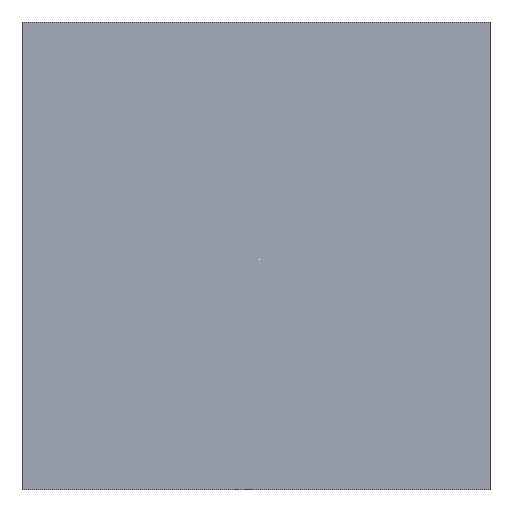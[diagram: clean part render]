
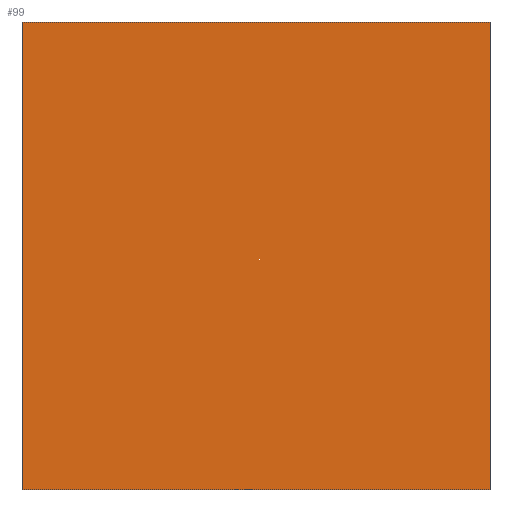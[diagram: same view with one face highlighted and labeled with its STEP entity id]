
A CAD part, front view. The second image highlights one B-rep face of the part: STEP entity #99.
In plain terms, the highlighted planar face has unit normal (0, -1, 0).
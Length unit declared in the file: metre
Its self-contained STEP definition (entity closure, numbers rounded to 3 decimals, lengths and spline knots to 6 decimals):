
#16=ORIENTED_EDGE('',*,*,#40,.F.);
#17=ORIENTED_EDGE('',*,*,#41,.T.);
#18=ORIENTED_EDGE('',*,*,#42,.T.);
#19=ORIENTED_EDGE('',*,*,#38,.F.);
#38=EDGE_CURVE('',#50,#51,#58,.T.);
#40=EDGE_CURVE('',#52,#50,#60,.T.);
#41=EDGE_CURVE('',#52,#53,#61,.T.);
#42=EDGE_CURVE('',#53,#51,#62,.T.);
#50=VERTEX_POINT('',#155);
#51=VERTEX_POINT('',#157);
#52=VERTEX_POINT('',#161);
#53=VERTEX_POINT('',#163);
#58=LINE('',#156,#70);
#60=LINE('',#160,#72);
#61=LINE('',#162,#73);
#62=LINE('',#164,#74);
#70=VECTOR('',#129,1.);
#72=VECTOR('',#133,1.);
#73=VECTOR('',#134,1.);
#74=VECTOR('',#135,1.);
#81=EDGE_LOOP('',(#16,#17,#18,#19));
#87=FACE_BOUND('',#81,.T.);
#93=PLANE('',#118);
#99=ADVANCED_FACE('',(#87),#93,.F.);
#118=AXIS2_PLACEMENT_3D('',#159,#131,#132);
#129=DIRECTION('',(-1.,0.,0.));
#131=DIRECTION('',(0.,1.,0.));
#132=DIRECTION('',(-1.,0.,0.));
#133=DIRECTION('',(0.,0.,-1.));
#134=DIRECTION('',(-1.,0.,0.));
#135=DIRECTION('',(0.,0.,-1.));
#155=CARTESIAN_POINT('',(0.1295,0.012,0.046172));
#156=CARTESIAN_POINT('',(0.12,0.012,0.046172));
#157=CARTESIAN_POINT('',(0.1105,0.012,0.046172));
#159=CARTESIAN_POINT('',(0.11975,0.012,0.055422));
#160=CARTESIAN_POINT('',(0.1295,0.012,0.055672));
#161=CARTESIAN_POINT('',(0.1295,0.012,0.065172));
#162=CARTESIAN_POINT('',(0.12,0.012,0.065172));
#163=CARTESIAN_POINT('',(0.1105,0.012,0.065172));
#164=CARTESIAN_POINT('',(0.1105,0.012,0.055672));
